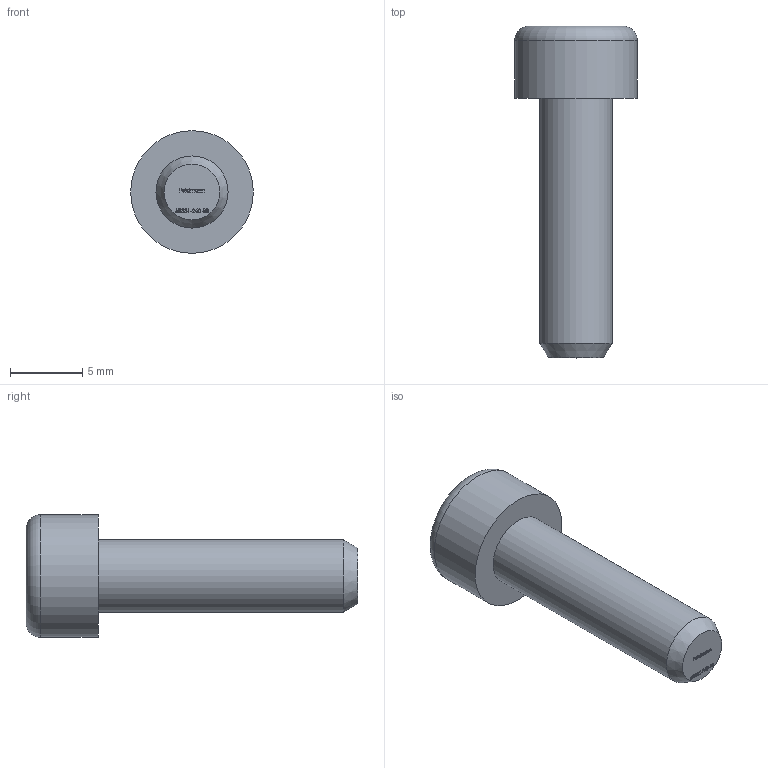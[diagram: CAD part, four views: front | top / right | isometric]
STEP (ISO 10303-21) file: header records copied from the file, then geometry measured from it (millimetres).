
FILE_DESCRIPTION (( 'STEP AP203' ), '1' );
FILE_NAME ('58331-240-18.step', '2020-01-21T10:28:40', ( '' ), ( '' ), 'SwSTEP 2.0', 'SolidWorks 2015', '' );
FILE_SCHEMA (( 'CONFIG_CONTROL_DESIGN' ));
Length unit declared in the file: millimetre
Products named in the file (2): 58331-240-18
Bounding box: 8.5 x 23 x 8.5 mm (x, y, z)
Volume: 590.8 mm3; surface area: 547.4 mm2
Topology: 1 solids, 1 shells, 287 faces, 758 edges, 504 vertices
Faces by surface type: plane 149, bspline 133, cylinder 2, cone 2, torus 1
Full cylindrical faces by diameter (mm): 5 x1, 8.5 x1
Entity records: 16154 total; most frequent: CARTESIAN_POINT 9828, ORIENTED_EDGE 1500, DIRECTION 808, EDGE_CURVE 750, VERTEX_POINT 500, LINE 472, VECTOR 472, EDGE_LOOP 322
